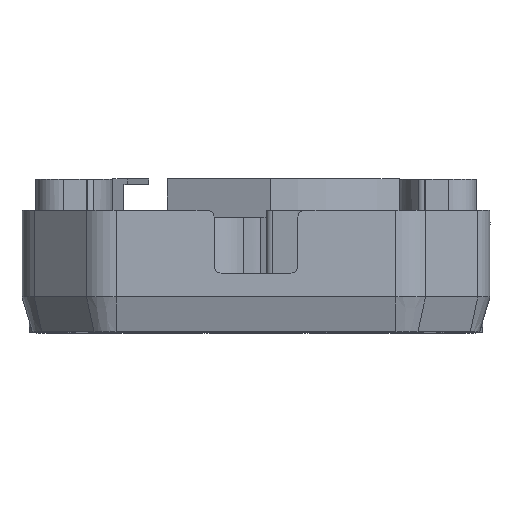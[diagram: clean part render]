
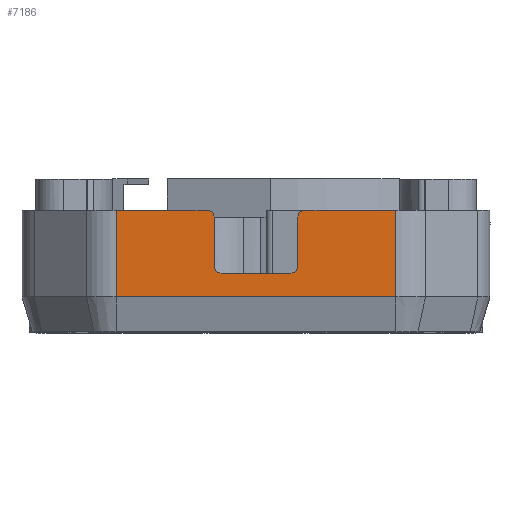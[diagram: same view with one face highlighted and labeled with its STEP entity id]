
A CAD part, top view. The second image highlights one B-rep face of the part: STEP entity #7186.
In plain terms, the highlighted planar face has unit normal (0, 0, 1).
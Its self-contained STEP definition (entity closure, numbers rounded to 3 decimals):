
#383=FACE_OUTER_BOUND('',#801,.T.);
#801=EDGE_LOOP('',(#5343,#5344,#5345,#5346,#5347,#5348,#5349,#5350,#5351,
#5352,#5353,#5354));
#1288=CIRCLE('',#7775,1.);
#1289=CIRCLE('',#7776,1.);
#1290=CIRCLE('',#7777,1.);
#1291=CIRCLE('',#7778,1.);
#1686=LINE('',#11295,#2394);
#1720=LINE('',#11394,#2428);
#1721=LINE('',#11398,#2429);
#1722=LINE('',#11400,#2430);
#1723=LINE('',#11404,#2431);
#1724=LINE('',#11408,#2432);
#1725=LINE('',#11412,#2433);
#1726=LINE('',#11415,#2434);
#2394=VECTOR('',#8966,10.);
#2428=VECTOR('',#9072,10.);
#2429=VECTOR('',#9077,10.);
#2430=VECTOR('',#9078,10.);
#2431=VECTOR('',#9081,10.);
#2432=VECTOR('',#9084,10.);
#2433=VECTOR('',#9087,10.);
#2434=VECTOR('',#9090,10.);
#3186=VERTEX_POINT('',#11291);
#3187=VERTEX_POINT('',#11293);
#3216=VERTEX_POINT('',#11393);
#3217=VERTEX_POINT('',#11397);
#3218=VERTEX_POINT('',#11399);
#3219=VERTEX_POINT('',#11401);
#3220=VERTEX_POINT('',#11403);
#3221=VERTEX_POINT('',#11405);
#3222=VERTEX_POINT('',#11407);
#3223=VERTEX_POINT('',#11409);
#3224=VERTEX_POINT('',#11411);
#3225=VERTEX_POINT('',#11413);
#3978=EDGE_CURVE('',#3187,#3186,#1686,.T.);
#4027=EDGE_CURVE('',#3186,#3216,#1720,.T.);
#4029=EDGE_CURVE('',#3217,#3187,#1721,.T.);
#4030=EDGE_CURVE('',#3218,#3217,#1722,.T.);
#4031=EDGE_CURVE('',#3219,#3218,#1288,.T.);
#4032=EDGE_CURVE('',#3219,#3220,#1723,.T.);
#4033=EDGE_CURVE('',#3221,#3220,#1289,.T.);
#4034=EDGE_CURVE('',#3221,#3222,#1724,.T.);
#4035=EDGE_CURVE('',#3223,#3222,#1290,.T.);
#4036=EDGE_CURVE('',#3223,#3224,#1725,.T.);
#4037=EDGE_CURVE('',#3225,#3224,#1291,.T.);
#4038=EDGE_CURVE('',#3216,#3225,#1726,.T.);
#5343=ORIENTED_EDGE('',*,*,#3978,.F.);
#5344=ORIENTED_EDGE('',*,*,#4029,.F.);
#5345=ORIENTED_EDGE('',*,*,#4030,.F.);
#5346=ORIENTED_EDGE('',*,*,#4031,.F.);
#5347=ORIENTED_EDGE('',*,*,#4032,.T.);
#5348=ORIENTED_EDGE('',*,*,#4033,.F.);
#5349=ORIENTED_EDGE('',*,*,#4034,.T.);
#5350=ORIENTED_EDGE('',*,*,#4035,.F.);
#5351=ORIENTED_EDGE('',*,*,#4036,.T.);
#5352=ORIENTED_EDGE('',*,*,#4037,.F.);
#5353=ORIENTED_EDGE('',*,*,#4038,.F.);
#5354=ORIENTED_EDGE('',*,*,#4027,.F.);
#6929=PLANE('',#7774);
#7186=ADVANCED_FACE('',(#383),#6929,.T.);
#7774=AXIS2_PLACEMENT_3D('',#11396,#9075,#9076);
#7775=AXIS2_PLACEMENT_3D('',#11402,#9079,#9080);
#7776=AXIS2_PLACEMENT_3D('',#11406,#9082,#9083);
#7777=AXIS2_PLACEMENT_3D('',#11410,#9085,#9086);
#7778=AXIS2_PLACEMENT_3D('',#11414,#9088,#9089);
#8966=DIRECTION('',(-1.,0.,0.));
#9072=DIRECTION('',(0.,1.,0.));
#9075=DIRECTION('center_axis',(0.,0.,
1.));
#9076=DIRECTION('ref_axis',(1.,0.,0.));
#9077=DIRECTION('',(0.,-1.,0.));
#9078=DIRECTION('',(1.,0.,0.));
#9079=DIRECTION('center_axis',(0.,0.,
-1.));
#9080=DIRECTION('ref_axis',(-0.707,0.707,0.));
#9081=DIRECTION('',(0.,-1.,0.));
#9082=DIRECTION('center_axis',(0.,0.,
1.));
#9083=DIRECTION('ref_axis',(0.707,-0.707,0.));
#9084=DIRECTION('',(-1.,0.,0.));
#9085=DIRECTION('center_axis',(0.,0.,
1.));
#9086=DIRECTION('ref_axis',(-0.707,-0.707,0.));
#9087=DIRECTION('',(0.,1.,0.));
#9088=DIRECTION('center_axis',(0.,0.,
-1.));
#9089=DIRECTION('ref_axis',(0.707,0.707,0.));
#9090=DIRECTION('',(1.,0.,0.));
#11291=CARTESIAN_POINT('',(-20.015,-17.,83.333));
#11293=CARTESIAN_POINT('',(20.015,-17.,83.333));
#11295=CARTESIAN_POINT('',(-11.25,-17.,83.333));
#11393=CARTESIAN_POINT('',(-20.015,-4.6,83.333));
#11394=CARTESIAN_POINT('',(-20.015,-22.,83.333));
#11396=CARTESIAN_POINT('Origin',(-22.5,-22.,83.333));
#11397=CARTESIAN_POINT('',(20.015,-4.6,83.333));
#11398=CARTESIAN_POINT('',(20.015,-22.,83.333));
#11399=CARTESIAN_POINT('',(7.,-4.6,83.333));
#11400=CARTESIAN_POINT('',(22.5,-4.6,83.333));
#11401=CARTESIAN_POINT('',(6.,-5.6,83.333));
#11402=CARTESIAN_POINT('Origin',(7.,-5.6,83.333));
#11403=CARTESIAN_POINT('',(6.,-12.6,83.333));
#11404=CARTESIAN_POINT('',(6.,-13.3,83.333));
#11405=CARTESIAN_POINT('',(5.,-13.6,83.333));
#11406=CARTESIAN_POINT('Origin',(5.,-12.6,83.333));
#11407=CARTESIAN_POINT('',(-5.,-13.6,83.333));
#11408=CARTESIAN_POINT('',(-11.25,-13.6,83.333));
#11409=CARTESIAN_POINT('',(-6.,-12.6,83.333));
#11410=CARTESIAN_POINT('Origin',(-5.,-12.6,83.333));
#11411=CARTESIAN_POINT('',(-6.,-5.6,83.333));
#11412=CARTESIAN_POINT('',(-6.,-13.3,83.333));
#11413=CARTESIAN_POINT('',(-7.,-4.6,83.333));
#11414=CARTESIAN_POINT('Origin',(-7.,-5.6,83.333));
#11415=CARTESIAN_POINT('',(22.5,-4.6,83.333));
